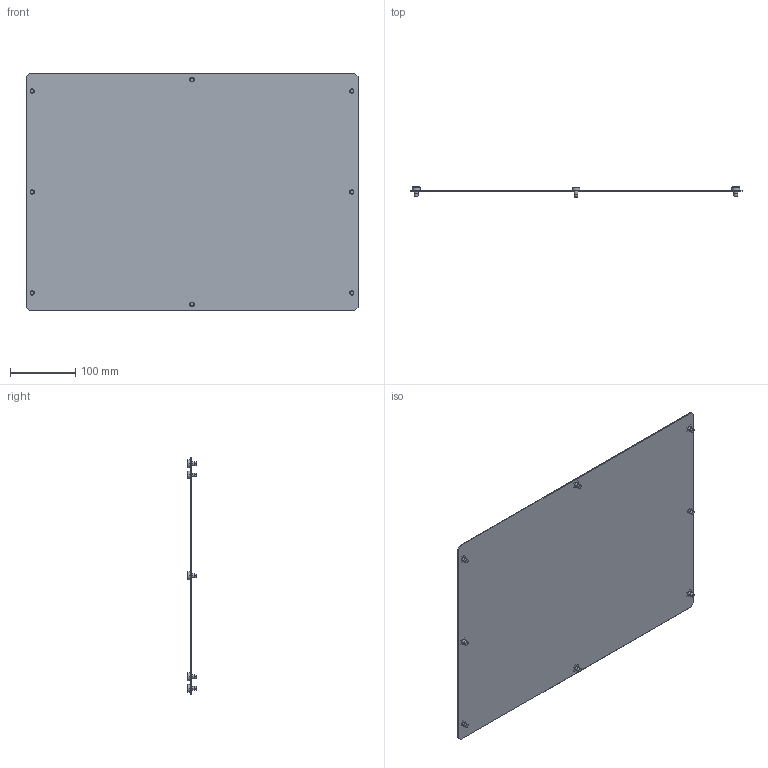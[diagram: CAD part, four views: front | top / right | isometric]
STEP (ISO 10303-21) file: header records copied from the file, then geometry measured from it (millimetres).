
FILE_DESCRIPTION(('STEP AP214'),'1');
FILE_NAME('cctmp_2883FE83-DAF2-43A1-B161-E43BC86E3470_2024_05_23_12_39_20_0063..stp','2024-05-23T10:39:20',('SIEMENS A&D'),('CADClick - www.CADClick.com'),'Spatial InterOp 3D',' ','unknown authorization');
FILE_SCHEMA(('AUTOMOTIVE_DESIGN'));
Length unit declared in the file: millimetre
Products named in the file (12): cc_unnamed; 2024_05_23_12_39_20_0047; 2024_05_23_12_39_20_0016; 2024_05_23_12_39_19_0978; 2024_05_23_12_39_19_0946; 2024_05_23_12_39_19_0915; 2024_05_23_12_39_19_0877; 2024_05_23_12_39_19_0846; 2024_05_23_12_39_19_0815; 2024_05_23_12_39_19_0777; 2024_05_23_12_39_19_0745; 2024_05_23_12_39_19_0714
Assembly tree (11 placements, depth 2):
  cc_unnamed
    2024_05_23_12_39_20_0047
    2024_05_23_12_39_20_0016
    2024_05_23_12_39_19_0978
    2024_05_23_12_39_19_0946
    2024_05_23_12_39_19_0915
    2024_05_23_12_39_19_0877
    2024_05_23_12_39_19_0846
    2024_05_23_12_39_19_0815
    2024_05_23_12_39_19_0777
    2024_05_23_12_39_19_0745
    2024_05_23_12_39_19_0714
Bounding box: 510 x 14.95 x 365 mm (x, y, z)
Volume: 286634.2 mm3; surface area: 380109.2 mm2
Topology: 11 solids, 11 shells, 136 faces, 272 edges, 168 vertices
Faces by surface type: cylinder 56, cone 40, plane 40
Entity records: 5009 total; most frequent: DIRECTION 720, CARTESIAN_POINT 588, ORIENTED_EDGE 544, AXIS2_PLACEMENT_3D 300, EDGE_CURVE 272, VERTEX_POINT 168, EDGE_LOOP 162, CIRCLE 152
